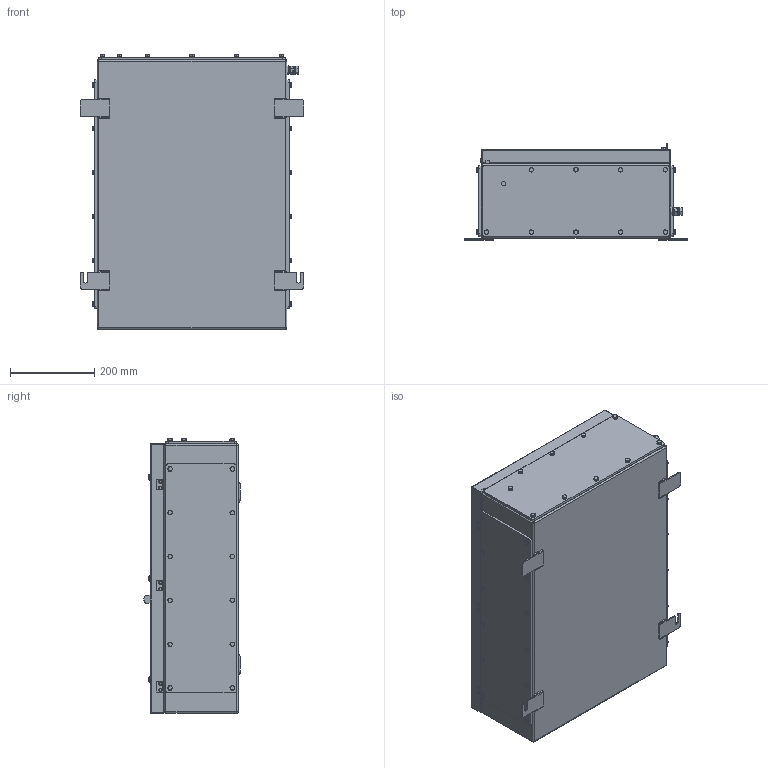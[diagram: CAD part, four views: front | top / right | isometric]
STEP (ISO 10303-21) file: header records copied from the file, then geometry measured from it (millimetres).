
FILE_DESCRIPTION(/* description */ (''),/* implementation_level */ '2;1');
FILE_NAME(/* name */ '920710_ZS6_3GP_210.stp',/* time_stamp */ '2023-07-24T17:35:11+05:00',/* author */ ('pradhakrishnan'),/* organization */ (''),/* preprocessor_version */ 'ST-DEVELOPER v18',/* originating_system */ 'Autodesk Inventor 2020',/* authorisation */ '');
FILE_SCHEMA (('AUTOMOTIVE_DESIGN { 1 0 10303 214 3 1 1 }'));
Products named in the file (1): 920710_ZS6_3GP_210
Bounding box: 531.4 x 228 x 651.6 mm (x, y, z)
Volume: 60440144.8 mm3; surface area: 1330446.5 mm2
Topology: 5 solids, 5 shells, 1547 faces, 3920 edges, 2467 vertices
Faces by surface type: plane 816, cylinder 411, cone 236, bspline 71, torus 7, sphere 6
Full cylindrical faces by diameter (mm): 5.459 x34, 6.05 x3, 7.9 x3, 8 x6, 8.7 x37, 10 x5, 12.5 x3, 16 x1
Entity records: 49962 total; most frequent: CARTESIAN_POINT 11827, ORIENTED_EDGE 7848, DIRECTION 7561, EDGE_CURVE 3924, AXIS2_PLACEMENT_3D 2850, VERTEX_POINT 2480, LINE 1861, VECTOR 1861
